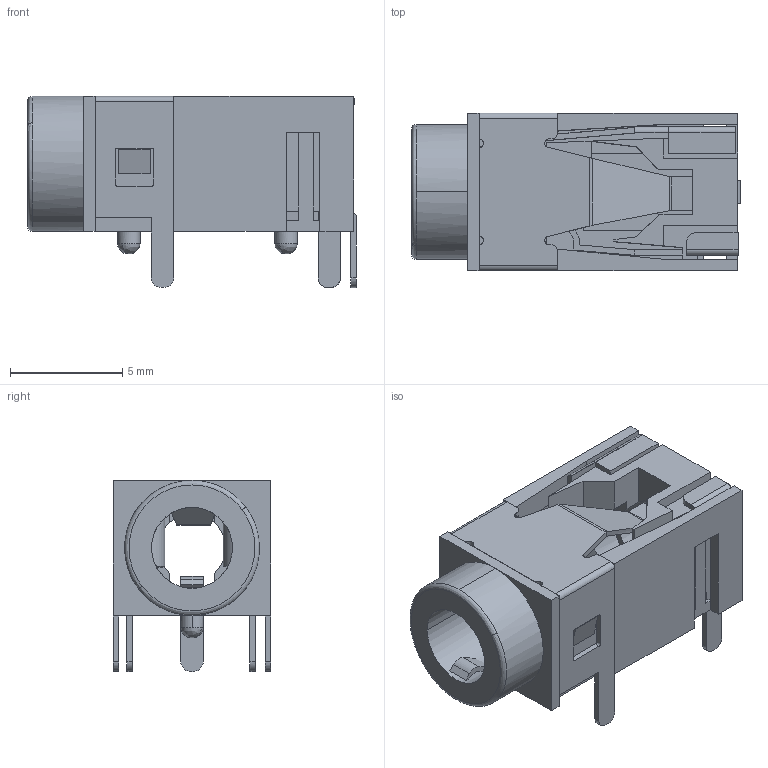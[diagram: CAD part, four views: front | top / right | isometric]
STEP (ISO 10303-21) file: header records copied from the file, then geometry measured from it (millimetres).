
FILE_DESCRIPTION(('FreeCAD Model'),'2;1');
FILE_NAME('PJ-322.step', '2020-01-08T21:18:59',('Author'),(''), 'Open CASCADE STEP processor 7.2','FreeCAD','Unknown');
FILE_SCHEMA(('AUTOMOTIVE_DESIGN { 1 0 10303 214 1 1 1 1 }'));
Length unit declared in the file: millimetre
Products named in the file (1): 3_5mm_Audiosocket_PJ-321B
Bounding box: 14.62 x 7 x 8.5 mm (x, y, z)
Surface area: 1249.3 mm2 (no closed solid volume)
Topology: 0 solids, 7 shells, 298 faces, 2634 edges, 7562 vertices
Faces by surface type: plane 227, cylinder 58, bspline 13
Entity records: 44820 total; most frequent: CARTESIAN_POINT 17130, DIRECTION 4789, LINE 3576, VECTOR 3576, GEOMETRIC_CURVE_SET 1745, ORIENTED_EDGE 1744, PCURVE 1744, DEFINITIONAL_REPRESENTATION 1744
